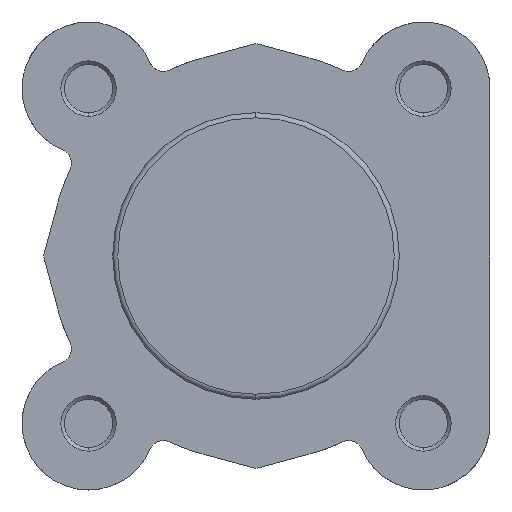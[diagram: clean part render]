
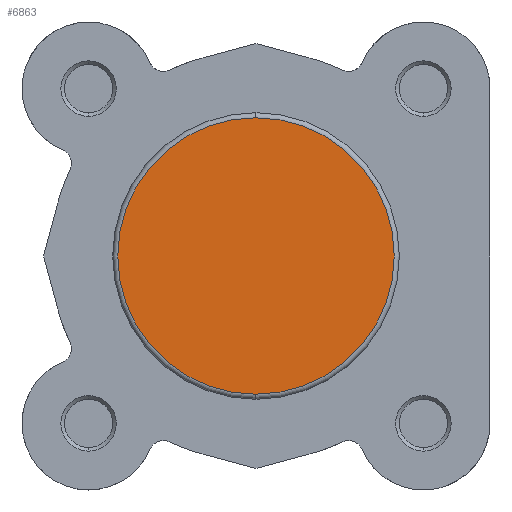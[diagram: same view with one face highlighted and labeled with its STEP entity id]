
A CAD part, left-side view. The second image highlights one B-rep face of the part: STEP entity #6863.
In plain terms, the highlighted planar face has unit normal (-1, 0, 0).
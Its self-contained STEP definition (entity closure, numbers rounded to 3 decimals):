
#576 = EDGE_LOOP ( 'NONE', ( #4595, #4600 ) ) ;
#1666 = CARTESIAN_POINT ( 'NONE',  ( 0., 12.5, 0. ) ) ;
#1667 = PLANE ( 'NONE',  #1974 ) ;
#1668 = DIRECTION ( 'NONE',  ( 1., 0., 0. ) ) ;
#1669 = DIRECTION ( 'NONE',  ( 0., 0., -1. ) ) ;
#1974 = AXIS2_PLACEMENT_3D ( 'NONE', #1666, #1668, #1669 ) ;
#2740 = CARTESIAN_POINT ( 'NONE',  ( 0., 0., 0. ) ) ;
#2747 = DIRECTION ( 'NONE',  ( -1., 0., 0. ) ) ;
#2748 = DIRECTION ( 'NONE',  ( 0., 0., -1. ) ) ;
#3057 = CARTESIAN_POINT ( 'NONE',  ( 0., 0., 0. ) ) ;
#3064 = DIRECTION ( 'NONE',  ( -1., 0., 0. ) ) ;
#3065 = DIRECTION ( 'NONE',  ( 0., 0., -1. ) ) ;
#3414 = CIRCLE ( 'NONE', #6461, 19.2 ) ;
#3581 = CIRCLE ( 'NONE', #6534, 19.2 ) ;
#4019 = FACE_OUTER_BOUND ( 'NONE', #576, .T. ) ;
#4595 = ORIENTED_EDGE ( 'NONE', *, *, #6241, .T. ) ;
#4600 = ORIENTED_EDGE ( 'NONE', *, *, #6120, .T. ) ;
#4672 = VERTEX_POINT ( 'NONE', #5031 ) ;
#4673 = VERTEX_POINT ( 'NONE', #5032 ) ;
#5031 = CARTESIAN_POINT ( 'NONE',  ( 0., 0., 19.2 ) ) ;
#5032 = CARTESIAN_POINT ( 'NONE',  ( 0., 0., -19.2 ) ) ;
#6120 = EDGE_CURVE ( 'NONE', #4672, #4673, #3414, .T. ) ;
#6241 = EDGE_CURVE ( 'NONE', #4673, #4672, #3581, .T. ) ;
#6461 = AXIS2_PLACEMENT_3D ( 'NONE', #2740, #2747, #2748 ) ;
#6534 = AXIS2_PLACEMENT_3D ( 'NONE', #3057, #3064, #3065 ) ;
#6863 = ADVANCED_FACE ( 'NONE', ( #4019 ), #1667, .F. ) ;
